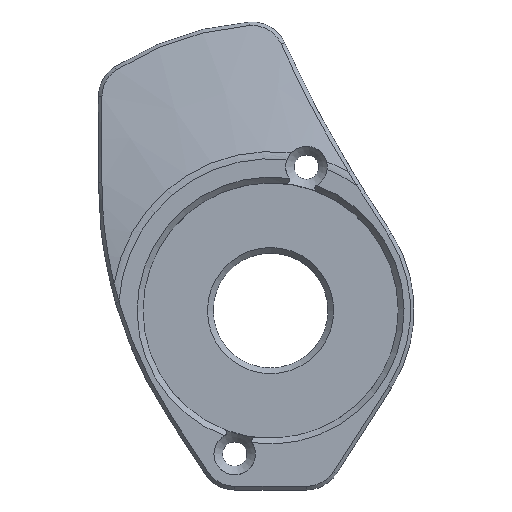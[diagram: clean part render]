
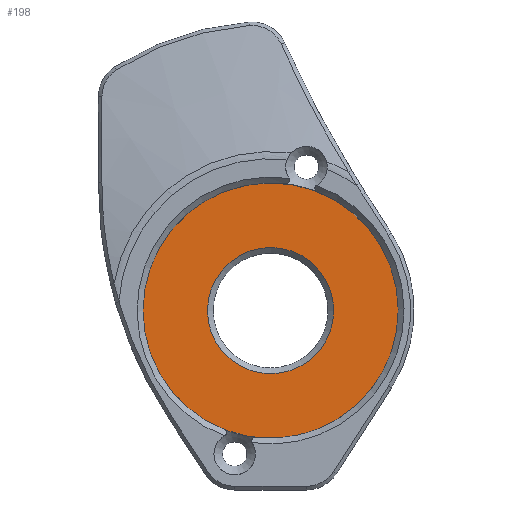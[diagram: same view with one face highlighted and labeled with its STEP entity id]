
A CAD part, top view. The second image highlights one B-rep face of the part: STEP entity #198.
In plain terms, the highlighted planar face has unit normal (0, 0, 1).
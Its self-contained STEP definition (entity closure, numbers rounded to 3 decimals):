
#198=ADVANCED_FACE('',(#291,#293),#295,.T.);
#291=FACE_BOUND('',#292,.T.);
#292=EDGE_LOOP('',(#786));
#293=FACE_BOUND('',#294,.T.);
#294=EDGE_LOOP('',(#787));
#295=PLANE('',#296);
#296=AXIS2_PLACEMENT_3D('',#297,#298,#299);
#297=CARTESIAN_POINT('',(0.,0.,1.4));
#298=DIRECTION('',(0.,0.,1.));
#299=DIRECTION('',(-1.,0.,0.));
#786=ORIENTED_EDGE('',*,*,#996,.F.);
#787=ORIENTED_EDGE('',*,*,#1029,.T.);
#996=EDGE_CURVE('',#1136,#1136,#1137,.F.);
#1029=EDGE_CURVE('',#1195,#1195,#1196,.F.);
#1136=VERTEX_POINT('',#1488);
#1137=CIRCLE('',#1489,17.8);
#1195=VERTEX_POINT('',#1870);
#1196=CIRCLE('',#1871,8.8);
#1488=CARTESIAN_POINT('',(-17.8,0.,1.4));
#1489=AXIS2_PLACEMENT_3D('',#1490,#1491,#1492);
#1490=CARTESIAN_POINT('',(0.,0.,1.4));
#1491=DIRECTION('',(0.,0.,1.));
#1492=DIRECTION('',(-1.,0.,0.));
#1870=CARTESIAN_POINT('',(-8.8,0.,1.4));
#1871=AXIS2_PLACEMENT_3D('',#1872,#1873,#1874);
#1872=CARTESIAN_POINT('',(0.,0.,1.4));
#1873=DIRECTION('',(0.,0.,1.));
#1874=DIRECTION('',(-1.,0.,0.));
